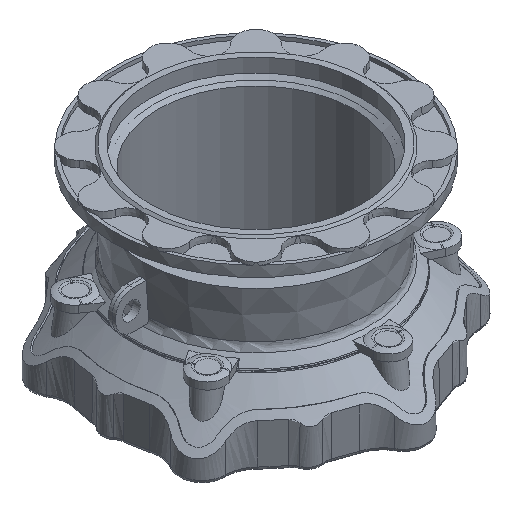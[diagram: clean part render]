
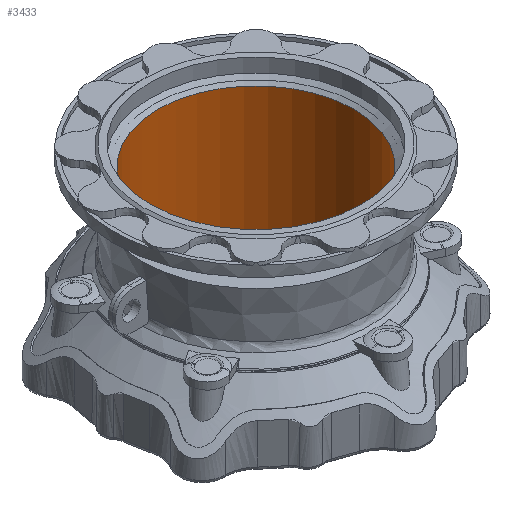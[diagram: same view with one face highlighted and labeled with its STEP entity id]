
A CAD part, isometric view. The second image highlights one B-rep face of the part: STEP entity #3433.
In plain terms, the highlighted cylindrical face has radius 140 mm (diameter 280 mm), a full revolution.
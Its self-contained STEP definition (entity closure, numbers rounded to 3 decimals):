
#3433 = ADVANCED_FACE ( 'NONE', ( #21849, #21850 ), #21859, .F. ) ;
#6096 = CIRCLE ( 'NONE', #13922, 140. ) ;
#6098 = CIRCLE ( 'NONE', #13923, 140. ) ;
#6156 = VERTEX_POINT ( 'NONE', #22582 ) ;
#6158 = VERTEX_POINT ( 'NONE', #22583 ) ;
#9419 = DIRECTION ( 'NONE',  ( 1., 0., 0. ) ) ;
#9420 = CARTESIAN_POINT ( 'NONE',  ( 0., 0., 0. ) ) ;
#9421 = DIRECTION ( 'NONE',  ( 0., 0., 1. ) ) ;
#12342 = AXIS2_PLACEMENT_3D ( 'NONE', #9420, #9421, #9419 ) ;
#13922 = AXIS2_PLACEMENT_3D ( 'NONE', #22492, #22493, #22494 ) ;
#13923 = AXIS2_PLACEMENT_3D ( 'NONE', #22496, #22497, #22498 ) ;
#14926 = ORIENTED_EDGE ( 'NONE', *, *, #23362, .F. ) ;
#14930 = ORIENTED_EDGE ( 'NONE', *, *, #23363, .T. ) ;
#21116 = EDGE_LOOP ( 'NONE', ( #14926 ) ) ;
#21117 = EDGE_LOOP ( 'NONE', ( #14930 ) ) ;
#21849 = FACE_OUTER_BOUND ( 'NONE', #21117, .T. ) ;
#21850 = FACE_OUTER_BOUND ( 'NONE', #21116, .T. ) ;
#21859 = CYLINDRICAL_SURFACE ( 'NONE', #12342, 140. ) ;
#22492 = CARTESIAN_POINT ( 'NONE',  ( 0., 0., -147.121 ) ) ;
#22493 = DIRECTION ( 'NONE',  ( 0., 0., 1. ) ) ;
#22494 = DIRECTION ( 'NONE',  ( 1., 0., 0. ) ) ;
#22496 = CARTESIAN_POINT ( 'NONE',  ( 0., 0., 35.904 ) ) ;
#22497 = DIRECTION ( 'NONE',  ( 0., 0., 1. ) ) ;
#22498 = DIRECTION ( 'NONE',  ( 1., 0., 0. ) ) ;
#22582 = CARTESIAN_POINT ( 'NONE',  ( 140., 0., -147.121 ) ) ;
#22583 = CARTESIAN_POINT ( 'NONE',  ( 140., 0., 35.904 ) ) ;
#23362 = EDGE_CURVE ( 'NONE', #6156, #6156, #6096, .T. ) ;
#23363 = EDGE_CURVE ( 'NONE', #6158, #6158, #6098, .T. ) ;
